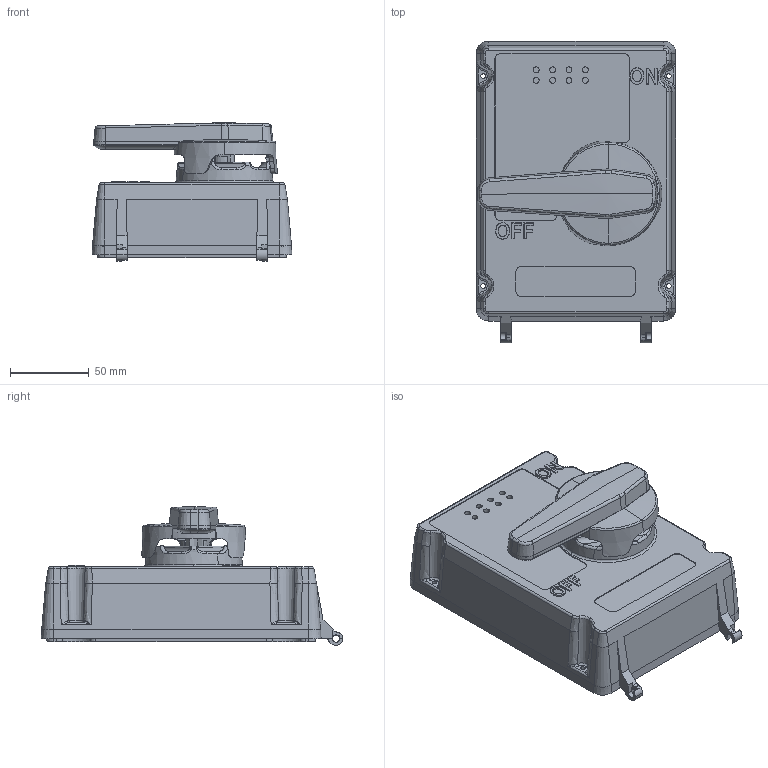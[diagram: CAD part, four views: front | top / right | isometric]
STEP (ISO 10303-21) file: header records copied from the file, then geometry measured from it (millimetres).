
FILE_DESCRIPTION (( 'STEP AP214' ), '1' );
FILE_NAME ('ORB9769-M01 no int INFORM BLOCK.STEP', '2021-07-29T14:41:02', ( '' ), ( '' ), 'SwSTEP 2.0', 'SolidWorks 2020', '' );
FILE_SCHEMA (( 'AUTOMOTIVE_DESIGN' ));
Length unit declared in the file: inch
Products named in the file (1): ORB9769-M01 no int INFORM BLOCK
Bounding box: 127 x 191.61 x 88.06 mm (x, y, z)
Surface area: 161490.3 mm2 (no closed solid volume)
Topology: 0 solids, 14 shells, 848 faces, 2808 edges, 1953 vertices
Faces by surface type: plane 288, cone 192, bspline 186, cylinder 124, torus 55, sphere 3
Entity records: 72574 total; most frequent: CARTESIAN_POINT 40243, ORIENTED_EDGE 4707, DIRECTION 4099, EDGE_CURVE 2791, VERTEX_POINT 1953, AXIS2_PLACEMENT_3D 1460, LINE 1179, VECTOR 1179
